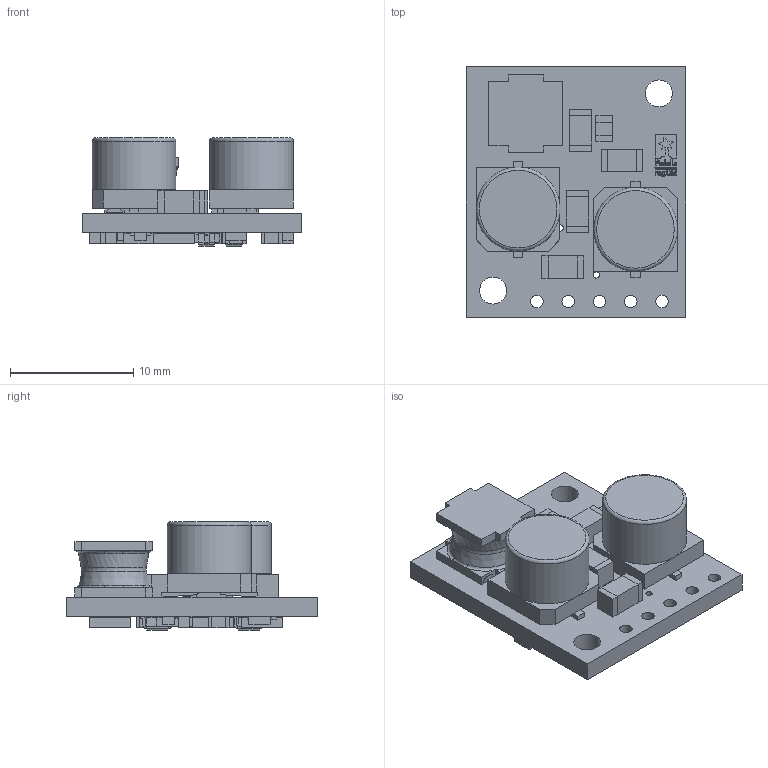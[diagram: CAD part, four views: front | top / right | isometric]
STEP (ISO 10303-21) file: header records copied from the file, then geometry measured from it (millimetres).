
FILE_DESCRIPTION (( 'STEP AP214' ), '1' );
FILE_NAME ('pololu-5v-5a-step-down-voltage-regulator-d24v50f5.step', '2018-01-02T20:13:14', ( '' ), ( '' ), 'SwSTEP 2.0', 'SolidWorks 2016', '' );
FILE_SCHEMA (( 'AUTOMOTIVE_DESIGN' ));
Length unit declared in the file: millimetre
Products named in the file (1): pololu-5v-5a-step-down-voltage-regulator-d24v50f5
Bounding box: 17.78 x 20.32 x 8.77 mm (x, y, z)
Volume: 1228.1 mm3; surface area: 1728.8 mm2
Topology: 1 solids, 1 shells, 1127 faces, 3102 edges, 2012 vertices
Faces by surface type: plane 911, bspline 153, cylinder 55, torus 7, cone 1
Full cylindrical faces by diameter (mm): 0.508 x2, 1.016 x5, 2.184 x2, 6.8 x2
Entity records: 52914 total; most frequent: CARTESIAN_POINT 12947, ORIENTED_EDGE 6168, DIRECTION 4766, EDGE_CURVE 3084, VECTOR 2528, LINE 2528, VERTEX_POINT 2010, EDGE_LOOP 1262
